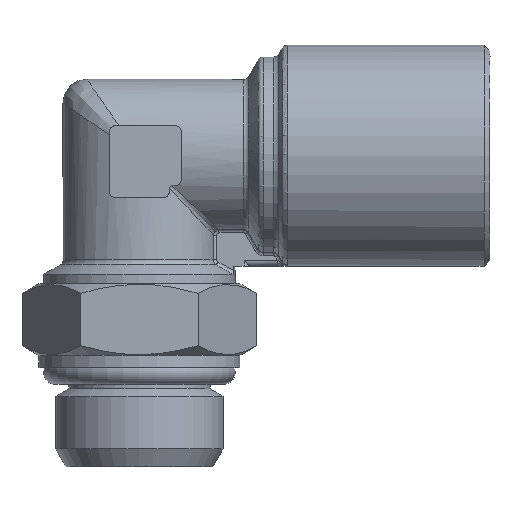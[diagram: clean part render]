
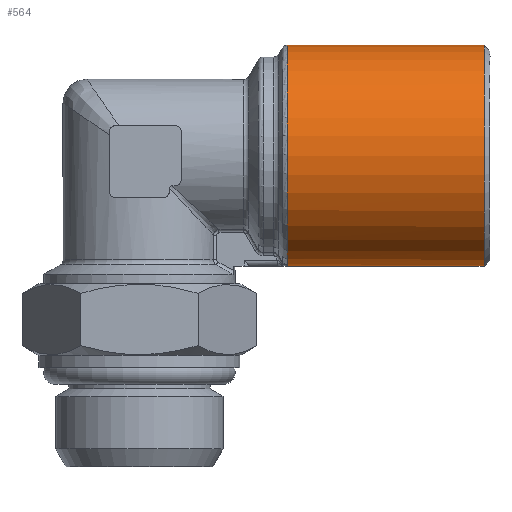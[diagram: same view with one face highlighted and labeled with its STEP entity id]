
A CAD part, top view. The second image highlights one B-rep face of the part: STEP entity #564.
In plain terms, the highlighted cylindrical face has radius 9.25 mm (diameter 18.5 mm), a full revolution.
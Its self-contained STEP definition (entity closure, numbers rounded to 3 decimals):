
#564 = ADVANCED_FACE( 'NONE', ( #1255, #1256 ), #1257, .T. );
#1255 = FACE_OUTER_BOUND( '', #3428, .T. );
#1256 = FACE_OUTER_BOUND( '', #3429, .T. );
#1257 = CYLINDRICAL_SURFACE( '', #3430, 9.25 );
#3428 = EDGE_LOOP( '', ( #6189, #6190, #6191 ) );
#3429 = EDGE_LOOP( '', ( #6192 ) );
#3430 = AXIS2_PLACEMENT_3D( '', #6193, #6194, #6195 );
#6189 = ORIENTED_EDGE( '', *, *, #7630, .T. );
#6190 = ORIENTED_EDGE( '', *, *, #6977, .T. );
#6191 = ORIENTED_EDGE( '', *, *, #7631, .T. );
#6192 = ORIENTED_EDGE( '', *, *, #7632, .F. );
#6193 = CARTESIAN_POINT( '', ( 0., 0., 0. ) );
#6194 = DIRECTION( '', ( 1., 0., 0. ) );
#6195 = DIRECTION( '', ( 0., 0., 1. ) );
#6977 = EDGE_CURVE( 'NONE', #7864, #7869, #7871, .T. );
#7630 = EDGE_CURVE( 'NONE', #8893, #7864, #8894, .T. );
#7631 = EDGE_CURVE( 'NONE', #7869, #8893, #8895, .T. );
#7632 = EDGE_CURVE( 'NONE', #8896, #8896, #8897, .T. );
#7864 = VERTEX_POINT( 'NONE', #9174 );
#7869 = VERTEX_POINT( 'NONE', #9179 );
#7871 = CIRCLE( '', #9182, 9.25 );
#8893 = VERTEX_POINT( 'NONE', #12626 );
#8894 = CIRCLE( '', #12627, 9.25 );
#8895 = CIRCLE( '', #12628, 9.25 );
#8896 = VERTEX_POINT( '', #12629 );
#8897 = CIRCLE( '', #12630, 9.25 );
#9174 = CARTESIAN_POINT( '', ( 12.355, -9.084, 1.743 ) );
#9179 = CARTESIAN_POINT( '', ( 12.355, -9.25, 0. ) );
#9182 = AXIS2_PLACEMENT_3D( '', #13389, #13390, #13391 );
#12626 = CARTESIAN_POINT( '', ( 12.355, -9.084, -1.743 ) );
#12627 = AXIS2_PLACEMENT_3D( '', #13852, #13853, #13854 );
#12628 = AXIS2_PLACEMENT_3D( '', #13855, #13856, #13857 );
#12629 = CARTESIAN_POINT( '', ( 28.8, 0., 9.25 ) );
#12630 = AXIS2_PLACEMENT_3D( '', #13858, #13859, #13860 );
#13389 = CARTESIAN_POINT( '', ( 12.355, 0., 0. ) );
#13390 = DIRECTION( '', ( 1., 0., 0. ) );
#13391 = DIRECTION( '', ( 0., 0., -1. ) );
#13852 = CARTESIAN_POINT( '', ( 12.355, 0., 0. ) );
#13853 = DIRECTION( '', ( 1., 0., 0. ) );
#13854 = DIRECTION( '', ( 0., 0., -1. ) );
#13855 = CARTESIAN_POINT( '', ( 12.355, 0., 0. ) );
#13856 = DIRECTION( '', ( 1., 0., 0. ) );
#13857 = DIRECTION( '', ( 0., 0., -1. ) );
#13858 = CARTESIAN_POINT( '', ( 28.8, 0., 0. ) );
#13859 = DIRECTION( '', ( 1., 0., 0. ) );
#13860 = DIRECTION( '', ( 0., 0., 1. ) );
